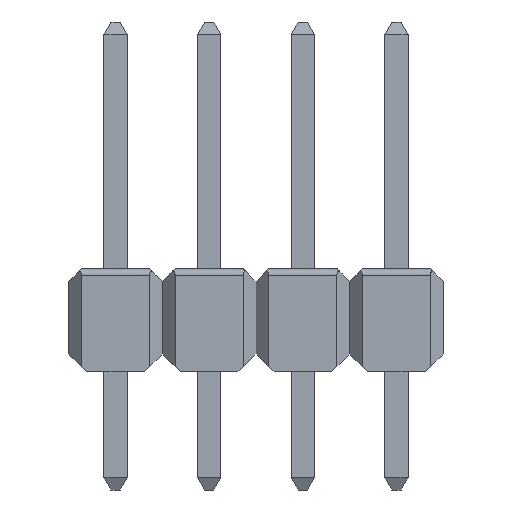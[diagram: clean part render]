
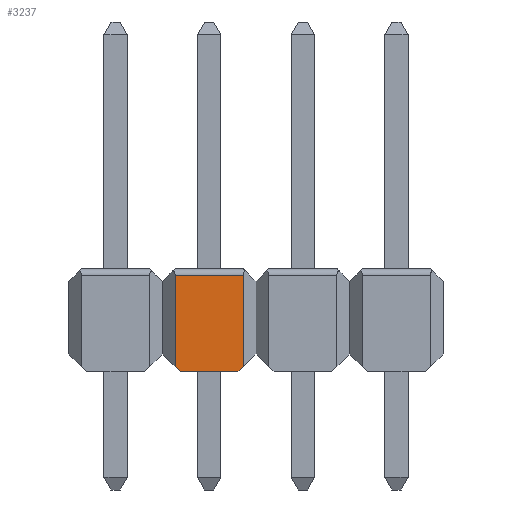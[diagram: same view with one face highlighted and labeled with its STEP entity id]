
A CAD part, front view. The second image highlights one B-rep face of the part: STEP entity #3237.
In plain terms, the highlighted planar face has unit normal (0, -1, 0).
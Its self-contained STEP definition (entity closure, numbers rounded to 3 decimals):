
#1388 = PLANE('',#1389);
#1389 = AXIS2_PLACEMENT_3D('',#1390,#1391,#1392);
#1390 = CARTESIAN_POINT('',(-2.067,-1.28,0.001));
#1391 = DIRECTION('',(0.,0.,-1.));
#1392 = DIRECTION('',(-1.,0.,0.));
#1414 = PLANE('',#1415);
#1415 = AXIS2_PLACEMENT_3D('',#1416,#1417,#1418);
#1416 = CARTESIAN_POINT('',(-2.547,-1.295,0.497));
#1417 = DIRECTION('',(-0.707,0.,
    -0.707));
#1418 = DIRECTION('',(-0.707,0.,0.707));
#1441 = PLANE('',#1442);
#1442 = AXIS2_PLACEMENT_3D('',#1443,#1444,#1445);
#1443 = CARTESIAN_POINT('',(0.007,-1.295,0.497));
#1444 = DIRECTION('',(0.707,0.,-0.707
    ));
#1445 = DIRECTION('',(-0.707,0.,-0.707));
#1779 = CYLINDRICAL_SURFACE('',#1780,0.173);
#1780 = AXIS2_PLACEMENT_3D('',#1781,#1782,#1783);
#1781 = CARTESIAN_POINT('',(0.655,-1.097,
    2.627));
#1782 = DIRECTION('',(-1.,0.,0.));
#1783 = DIRECTION('',(0.,0.,1.));
#1965 = PLANE('',#1966);
#1966 = AXIS2_PLACEMENT_3D('',#1967,#1968,#1969);
#1967 = CARTESIAN_POINT('',(-0.353,-1.277,
    2.827));
#1968 = DIRECTION('',(0.707,-0.707,0.
    ));
#1969 = DIRECTION('',(0.707,0.707,0.));
#2009 = VERTEX_POINT('',#2010);
#2010 = CARTESIAN_POINT('',(-2.195,-1.27,2.627));
#2047 = PLANE('',#2048);
#2048 = AXIS2_PLACEMENT_3D('',#2049,#2050,#2051);
#2049 = CARTESIAN_POINT('',(-2.187,-1.277,
    2.827));
#2050 = DIRECTION('',(-0.707,-0.707,0.
    ));
#2051 = DIRECTION('',(0.707,-0.707,0.));
#2060 = EDGE_CURVE('',#2061,#2009,#2063,.T.);
#2061 = VERTEX_POINT('',#2062);
#2062 = CARTESIAN_POINT('',(-0.345,-1.27,2.627));
#2063 = SURFACE_CURVE('',#2064,(#2068,#2097),.PCURVE_S1.);
#2064 = LINE('',#2065,#2066);
#2065 = CARTESIAN_POINT('',(-2.213,-1.27,2.627));
#2066 = VECTOR('',#2067,1.);
#2067 = DIRECTION('',(-1.,-0.,-0.));
#2068 = PCURVE('',#1779,#2069);
#2069 = DEFINITIONAL_REPRESENTATION('',(#2070),#2096);
#2070 = B_SPLINE_CURVE_WITH_KNOTS('',3,(#2071,#2072,#2073,#2074,#2075,
    #2076,#2077,#2078,#2079,#2080,#2081,#2082,#2083,#2084,#2085,#2086,
    #2087,#2088,#2089,#2090,#2091,#2092,#2093,#2094,#2095),
  .UNSPECIFIED.,.F.,.F.,(4,1,1,1,1,1,1,1,1,1,1,1,1,1,1,1,1,1,1,1,1,1,4),
  (-1.868,-1.783,-1.699,-1.615,
    -1.531,-1.447,-1.363,-1.279,
    -1.195,-1.111,-1.027,-0.943,
    -0.859,-0.775,-0.691,-0.607,
    -0.523,-0.439,-0.355,-0.271,
    -0.187,-0.103,-0.018),.UNSPECIFIED.);
#2071 = CARTESIAN_POINT('',(4.712,1.));
#2072 = CARTESIAN_POINT('',(4.712,1.028));
#2073 = CARTESIAN_POINT('',(4.712,1.084));
#2074 = CARTESIAN_POINT('',(4.712,1.168));
#2075 = CARTESIAN_POINT('',(4.712,1.252));
#2076 = CARTESIAN_POINT('',(4.712,1.336));
#2077 = CARTESIAN_POINT('',(4.712,1.42));
#2078 = CARTESIAN_POINT('',(4.712,1.504));
#2079 = CARTESIAN_POINT('',(4.712,1.588));
#2080 = CARTESIAN_POINT('',(4.712,1.672));
#2081 = CARTESIAN_POINT('',(4.712,1.756));
#2082 = CARTESIAN_POINT('',(4.712,1.84));
#2083 = CARTESIAN_POINT('',(4.712,1.925));
#2084 = CARTESIAN_POINT('',(4.712,2.009));
#2085 = CARTESIAN_POINT('',(4.712,2.093));
#2086 = CARTESIAN_POINT('',(4.712,2.177));
#2087 = CARTESIAN_POINT('',(4.712,2.261));
#2088 = CARTESIAN_POINT('',(4.712,2.345));
#2089 = CARTESIAN_POINT('',(4.712,2.429));
#2090 = CARTESIAN_POINT('',(4.712,2.513));
#2091 = CARTESIAN_POINT('',(4.712,2.597));
#2092 = CARTESIAN_POINT('',(4.712,2.681));
#2093 = CARTESIAN_POINT('',(4.712,2.765));
#2094 = CARTESIAN_POINT('',(4.712,2.821));
#2095 = CARTESIAN_POINT('',(4.712,2.849));
#2096 = ( GEOMETRIC_REPRESENTATION_CONTEXT(2) 
PARAMETRIC_REPRESENTATION_CONTEXT() REPRESENTATION_CONTEXT('2D SPACE',''
  ) );
#2097 = PCURVE('',#2098,#2103);
#2098 = PLANE('',#2099);
#2099 = AXIS2_PLACEMENT_3D('',#2100,#2101,#2102);
#2100 = CARTESIAN_POINT('',(-2.213,-1.27,-0.027));
#2101 = DIRECTION('',(0.,-1.,0.));
#2102 = DIRECTION('',(0.,0.,-1.));
#2103 = DEFINITIONAL_REPRESENTATION('',(#2104),#2108);
#2104 = LINE('',#2105,#2106);
#2105 = CARTESIAN_POINT('',(-2.654,0.));
#2106 = VECTOR('',#2107,1.);
#2107 = DIRECTION('',(0.,-1.));
#2108 = ( GEOMETRIC_REPRESENTATION_CONTEXT(2) 
PARAMETRIC_REPRESENTATION_CONTEXT() REPRESENTATION_CONTEXT('2D SPACE',''
  ) );
#2482 = EDGE_CURVE('',#2483,#2485,#2487,.T.);
#2483 = VERTEX_POINT('',#2484);
#2484 = CARTESIAN_POINT('',(-2.051,-1.27,0.001));
#2485 = VERTEX_POINT('',#2486);
#2486 = CARTESIAN_POINT('',(-0.489,-1.27,0.001));
#2487 = SURFACE_CURVE('',#2488,(#2492,#2499),.PCURVE_S1.);
#2488 = LINE('',#2489,#2490);
#2489 = CARTESIAN_POINT('',(-2.213,-1.27,0.001));
#2490 = VECTOR('',#2491,1.);
#2491 = DIRECTION('',(1.,0.,0.));
#2492 = PCURVE('',#1388,#2493);
#2493 = DEFINITIONAL_REPRESENTATION('',(#2494),#2498);
#2494 = LINE('',#2495,#2496);
#2495 = CARTESIAN_POINT('',(0.146,0.01));
#2496 = VECTOR('',#2497,1.);
#2497 = DIRECTION('',(-1.,0.));
#2498 = ( GEOMETRIC_REPRESENTATION_CONTEXT(2) 
PARAMETRIC_REPRESENTATION_CONTEXT() REPRESENTATION_CONTEXT('2D SPACE',''
  ) );
#2499 = PCURVE('',#2098,#2500);
#2500 = DEFINITIONAL_REPRESENTATION('',(#2501),#2505);
#2501 = LINE('',#2502,#2503);
#2502 = CARTESIAN_POINT('',(-0.028,0.));
#2503 = VECTOR('',#2504,1.);
#2504 = DIRECTION('',(0.,1.));
#2505 = ( GEOMETRIC_REPRESENTATION_CONTEXT(2) 
PARAMETRIC_REPRESENTATION_CONTEXT() REPRESENTATION_CONTEXT('2D SPACE',''
  ) );
#2616 = EDGE_CURVE('',#2617,#2483,#2619,.T.);
#2617 = VERTEX_POINT('',#2618);
#2618 = CARTESIAN_POINT('',(-2.195,-1.27,0.145));
#2619 = SURFACE_CURVE('',#2620,(#2624,#2631),.PCURVE_S1.);
#2620 = LINE('',#2621,#2622);
#2621 = CARTESIAN_POINT('',(-2.195,-1.27,0.145));
#2622 = VECTOR('',#2623,1.);
#2623 = DIRECTION('',(0.707,0.,-0.707));
#2624 = PCURVE('',#1414,#2625);
#2625 = DEFINITIONAL_REPRESENTATION('',(#2626),#2630);
#2626 = LINE('',#2627,#2628);
#2627 = CARTESIAN_POINT('',(-0.499,0.025));
#2628 = VECTOR('',#2629,1.);
#2629 = DIRECTION('',(-1.,0.));
#2630 = ( GEOMETRIC_REPRESENTATION_CONTEXT(2) 
PARAMETRIC_REPRESENTATION_CONTEXT() REPRESENTATION_CONTEXT('2D SPACE',''
  ) );
#2631 = PCURVE('',#2098,#2632);
#2632 = DEFINITIONAL_REPRESENTATION('',(#2633),#2637);
#2633 = LINE('',#2634,#2635);
#2634 = CARTESIAN_POINT('',(-0.171,0.018));
#2635 = VECTOR('',#2636,1.);
#2636 = DIRECTION('',(0.707,0.707));
#2637 = ( GEOMETRIC_REPRESENTATION_CONTEXT(2) 
PARAMETRIC_REPRESENTATION_CONTEXT() REPRESENTATION_CONTEXT('2D SPACE',''
  ) );
#2717 = VERTEX_POINT('',#2718);
#2718 = CARTESIAN_POINT('',(-0.345,-1.27,0.145));
#2739 = EDGE_CURVE('',#2485,#2717,#2740,.T.);
#2740 = SURFACE_CURVE('',#2741,(#2745,#2752),.PCURVE_S1.);
#2741 = LINE('',#2742,#2743);
#2742 = CARTESIAN_POINT('',(-0.489,-1.27,0.001));
#2743 = VECTOR('',#2744,1.);
#2744 = DIRECTION('',(0.707,0.,0.707));
#2745 = PCURVE('',#1441,#2746);
#2746 = DEFINITIONAL_REPRESENTATION('',(#2747),#2751);
#2747 = LINE('',#2748,#2749);
#2748 = CARTESIAN_POINT('',(0.701,0.025));
#2749 = VECTOR('',#2750,1.);
#2750 = DIRECTION('',(-1.,0.));
#2751 = ( GEOMETRIC_REPRESENTATION_CONTEXT(2) 
PARAMETRIC_REPRESENTATION_CONTEXT() REPRESENTATION_CONTEXT('2D SPACE',''
  ) );
#2752 = PCURVE('',#2098,#2753);
#2753 = DEFINITIONAL_REPRESENTATION('',(#2754),#2758);
#2754 = LINE('',#2755,#2756);
#2755 = CARTESIAN_POINT('',(-0.028,1.724));
#2756 = VECTOR('',#2757,1.);
#2757 = DIRECTION('',(-0.707,0.707));
#2758 = ( GEOMETRIC_REPRESENTATION_CONTEXT(2) 
PARAMETRIC_REPRESENTATION_CONTEXT() REPRESENTATION_CONTEXT('2D SPACE',''
  ) );
#3163 = EDGE_CURVE('',#2717,#2061,#3164,.T.);
#3164 = SURFACE_CURVE('',#3165,(#3169,#3176),.PCURVE_S1.);
#3165 = LINE('',#3166,#3167);
#3166 = CARTESIAN_POINT('',(-0.345,-1.27,-0.027));
#3167 = VECTOR('',#3168,1.);
#3168 = DIRECTION('',(0.,0.,1.));
#3169 = PCURVE('',#1965,#3170);
#3170 = DEFINITIONAL_REPRESENTATION('',(#3171),#3175);
#3171 = LINE('',#3172,#3173);
#3172 = CARTESIAN_POINT('',(0.01,-2.853));
#3173 = VECTOR('',#3174,1.);
#3174 = DIRECTION('',(0.,1.));
#3175 = ( GEOMETRIC_REPRESENTATION_CONTEXT(2) 
PARAMETRIC_REPRESENTATION_CONTEXT() REPRESENTATION_CONTEXT('2D SPACE',''
  ) );
#3176 = PCURVE('',#2098,#3177);
#3177 = DEFINITIONAL_REPRESENTATION('',(#3178),#3182);
#3178 = LINE('',#3179,#3180);
#3179 = CARTESIAN_POINT('',(0.,1.868));
#3180 = VECTOR('',#3181,1.);
#3181 = DIRECTION('',(-1.,0.));
#3182 = ( GEOMETRIC_REPRESENTATION_CONTEXT(2) 
PARAMETRIC_REPRESENTATION_CONTEXT() REPRESENTATION_CONTEXT('2D SPACE',''
  ) );
#3188 = EDGE_CURVE('',#2009,#2617,#3189,.T.);
#3189 = SURFACE_CURVE('',#3190,(#3194,#3201),.PCURVE_S1.);
#3190 = LINE('',#3191,#3192);
#3191 = CARTESIAN_POINT('',(-2.195,-1.27,-0.027));
#3192 = VECTOR('',#3193,1.);
#3193 = DIRECTION('',(0.,0.,-1.));
#3194 = PCURVE('',#2047,#3195);
#3195 = DEFINITIONAL_REPRESENTATION('',(#3196),#3200);
#3196 = LINE('',#3197,#3198);
#3197 = CARTESIAN_POINT('',(-0.01,-2.853));
#3198 = VECTOR('',#3199,1.);
#3199 = DIRECTION('',(0.,-1.));
#3200 = ( GEOMETRIC_REPRESENTATION_CONTEXT(2) 
PARAMETRIC_REPRESENTATION_CONTEXT() REPRESENTATION_CONTEXT('2D SPACE',''
  ) );
#3201 = PCURVE('',#2098,#3202);
#3202 = DEFINITIONAL_REPRESENTATION('',(#3203),#3207);
#3203 = LINE('',#3204,#3205);
#3204 = CARTESIAN_POINT('',(0.,0.018));
#3205 = VECTOR('',#3206,1.);
#3206 = DIRECTION('',(1.,0.));
#3207 = ( GEOMETRIC_REPRESENTATION_CONTEXT(2) 
PARAMETRIC_REPRESENTATION_CONTEXT() REPRESENTATION_CONTEXT('2D SPACE',''
  ) );
#3237 = ADVANCED_FACE('',(#3238),#2098,.T.);
#3238 = FACE_BOUND('',#3239,.T.);
#3239 = EDGE_LOOP('',(#3240,#3241,#3242,#3243,#3244,#3245));
#3240 = ORIENTED_EDGE('',*,*,#3163,.T.);
#3241 = ORIENTED_EDGE('',*,*,#2060,.T.);
#3242 = ORIENTED_EDGE('',*,*,#3188,.T.);
#3243 = ORIENTED_EDGE('',*,*,#2616,.T.);
#3244 = ORIENTED_EDGE('',*,*,#2482,.T.);
#3245 = ORIENTED_EDGE('',*,*,#2739,.T.);
